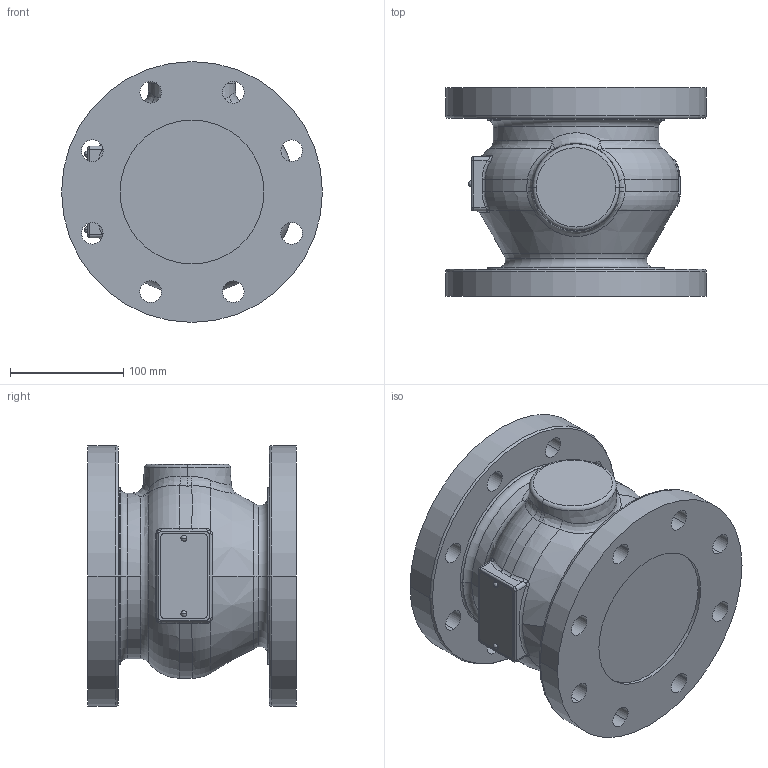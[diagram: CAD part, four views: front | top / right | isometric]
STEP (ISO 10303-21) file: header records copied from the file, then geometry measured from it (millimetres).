
FILE_DESCRIPTION((''),'2;1');
FILE_NAME('1804A_1_SW0001','2023-10-24T13:26:25',('tbuffington'),(''),'CREO PARAMETRIC BY PTC INC, 2023072','CREO PARAMETRIC BY PTC INC, 2023072','');
FILE_SCHEMA(('AUTOMOTIVE_DESIGN { 1 0 10303 214 1 1 1 1 }'));
Length unit declared in the file: inch
Products named in the file (1): 1804A_1_SW0001
Bounding box: 230.19 x 184.15 x 230.19 mm (x, y, z)
Volume: 4663470.8 mm3; surface area: 266516.5 mm2
Topology: 1 solids, 1 shells, 150 faces, 373 edges, 228 vertices
Faces by surface type: cylinder 62, plane 28, torus 24, bspline 24, sphere 6, cone 6
Entity records: 7791 total; most frequent: CARTESIAN_POINT 2758, COLOUR_RGB 1327, DIRECTION 767, ORIENTED_EDGE 738, EDGE_CURVE 369, AXIS2_PLACEMENT_3D 333, VERTEX_POINT 228, CIRCLE 207
